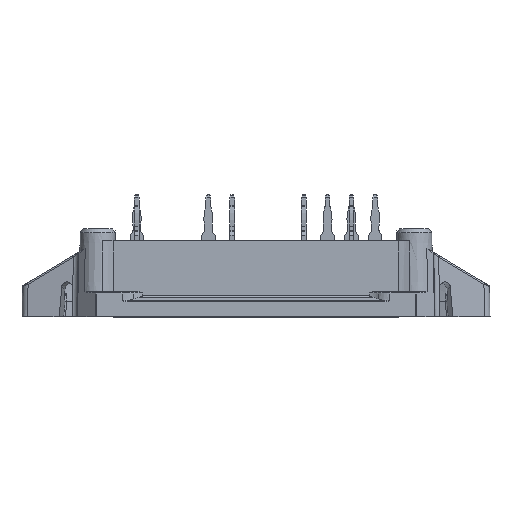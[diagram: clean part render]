
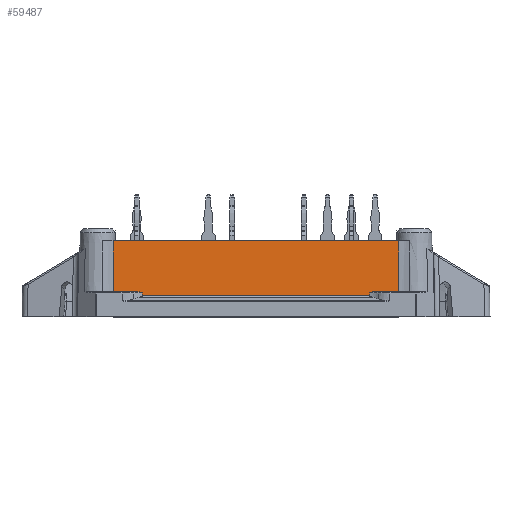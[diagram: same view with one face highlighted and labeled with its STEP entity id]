
A CAD part, front view. The second image highlights one B-rep face of the part: STEP entity #59487.
In plain terms, the highlighted planar face has unit normal (0, -1, 0.018).
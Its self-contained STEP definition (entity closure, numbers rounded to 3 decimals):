
#3120=B_SPLINE_CURVE_WITH_KNOTS('',3,(#82184,#82185,#82186,#82187,#82188,
#82189,#82190),.UNSPECIFIED.,.F.,.F.,(4,1,1,1,4),(0.,
0.,0.,0.,0.001),
 .UNSPECIFIED.);
#3130=B_SPLINE_CURVE_WITH_KNOTS('',3,(#82328,#82329,#82330,#82331),
 .UNSPECIFIED.,.F.,.F.,(4,4),(0.,0.001),
 .UNSPECIFIED.);
#3131=B_SPLINE_CURVE_WITH_KNOTS('',3,(#82345,#82346,#82347,#82348),
 .UNSPECIFIED.,.F.,.F.,(4,4),(0.001,0.001),
 .UNSPECIFIED.);
#3155=B_SPLINE_CURVE_WITH_KNOTS('',3,(#82635,#82636,#82637,#82638),
 .UNSPECIFIED.,.F.,.F.,(4,4),(0.,0.007),
 .UNSPECIFIED.);
#3157=B_SPLINE_CURVE_WITH_KNOTS('',3,(#82647,#82648,#82649,#82650,#82651,
#82652),.UNSPECIFIED.,.F.,.F.,(4,1,1,4),(0.,0.,0.001,
0.001),.UNSPECIFIED.);
#3158=B_SPLINE_CURVE_WITH_KNOTS('',3,(#82664,#82665,#82666,#82667),
 .UNSPECIFIED.,.F.,.F.,(4,4),(0.,0.007),.UNSPECIFIED.);
#5162=ORIENTED_EDGE('',*,*,#17580,.T.);
#5163=ORIENTED_EDGE('',*,*,#17536,.T.);
#5164=ORIENTED_EDGE('',*,*,#17587,.T.);
#5165=ORIENTED_EDGE('',*,*,#17529,.T.);
#5166=ORIENTED_EDGE('',*,*,#17606,.F.);
#5167=ORIENTED_EDGE('',*,*,#17675,.T.);
#5168=ORIENTED_EDGE('',*,*,#16908,.T.);
#5169=ORIENTED_EDGE('',*,*,#17684,.T.);
#5170=ORIENTED_EDGE('',*,*,#17685,.T.);
#5171=ORIENTED_EDGE('',*,*,#17678,.T.);
#16908=EDGE_CURVE('',#23275,#23274,#26954,.F.);
#17529=EDGE_CURVE('',#23830,#23831,#3120,.T.);
#17536=EDGE_CURVE('',#23835,#23837,#27233,.F.);
#17580=EDGE_CURVE('',#23865,#23835,#3130,.T.);
#17587=EDGE_CURVE('',#23837,#23830,#3131,.T.);
#17606=EDGE_CURVE('',#23883,#23831,#27253,.F.);
#17675=EDGE_CURVE('',#23883,#23275,#3155,.T.);
#17678=EDGE_CURVE('',#23926,#23865,#3157,.T.);
#17684=EDGE_CURVE('',#23274,#23930,#3158,.T.);
#17685=EDGE_CURVE('',#23930,#23926,#27283,.F.);
#23274=VERTEX_POINT('',#80409);
#23275=VERTEX_POINT('',#80411);
#23830=VERTEX_POINT('',#82191);
#23831=VERTEX_POINT('',#82192);
#23835=VERTEX_POINT('',#82206);
#23837=VERTEX_POINT('',#82215);
#23865=VERTEX_POINT('',#82332);
#23883=VERTEX_POINT('',#82391);
#23926=VERTEX_POINT('',#82653);
#23930=VERTEX_POINT('',#82668);
#26954=LINE('',#80410,#31032);
#27233=LINE('',#82216,#31311);
#27253=LINE('',#82392,#31331);
#27283=LINE('',#82669,#31361);
#31032=VECTOR('',#67165,1000.);
#31311=VECTOR('',#68082,1000.);
#31331=VECTOR('',#68228,1000.);
#31361=VECTOR('',#68354,1000.);
#35082=EDGE_LOOP('',(#5162,#5163,#5164,#5165,#5166,#5167,#5168,#5169,#5170,
#5171));
#37778=FACE_BOUND('',#35082,.T.);
#40284=PLANE('',#62611);
#59487=ADVANCED_FACE('',(#37778),#40284,.T.);
#62611=AXIS2_PLACEMENT_3D('',#82663,#68352,#68353);
#67165=DIRECTION('',(1.,0.,0.));
#68082=DIRECTION('',(-1.,0.,0.));
#68228=DIRECTION('',(1.,0.,0.));
#68352=DIRECTION('',(0.,-1.,0.017));
#68353=DIRECTION('',(0.,0.017,1.));
#68354=DIRECTION('',(-1.,0.,0.));
#80409=CARTESIAN_POINT('',(-19.154,-16.103,10.2));
#80410=CARTESIAN_POINT('',(-26.5,-16.103,10.2));
#80411=CARTESIAN_POINT('',(19.154,-16.103,10.2));
#82184=CARTESIAN_POINT('',(15.277,-16.225,3.203));
#82185=CARTESIAN_POINT('',(15.277,-16.224,3.233));
#82186=CARTESIAN_POINT('',(15.331,-16.223,3.273));
#82187=CARTESIAN_POINT('',(15.431,-16.223,3.319));
#82188=CARTESIAN_POINT('',(15.627,-16.222,3.377));
#82189=CARTESIAN_POINT('',(15.794,-16.221,3.4));
#82190=CARTESIAN_POINT('',(15.909,-16.221,3.4));
#82191=CARTESIAN_POINT('',(15.277,-16.225,3.203));
#82192=CARTESIAN_POINT('',(15.909,-16.221,3.4));
#82206=CARTESIAN_POINT('',(-15.277,-16.231,2.822));
#82215=CARTESIAN_POINT('',(15.277,-16.231,2.822));
#82216=CARTESIAN_POINT('',(15.276,-16.231,2.822));
#82328=CARTESIAN_POINT('',(-15.277,-16.225,3.203));
#82329=CARTESIAN_POINT('',(-15.277,-16.227,3.076));
#82330=CARTESIAN_POINT('',(-15.277,-16.229,2.949));
#82331=CARTESIAN_POINT('',(-15.277,-16.231,2.822));
#82332=CARTESIAN_POINT('',(-15.277,-16.225,3.203));
#82345=CARTESIAN_POINT('',(15.277,-16.231,2.822));
#82346=CARTESIAN_POINT('',(15.277,-16.229,2.949));
#82347=CARTESIAN_POINT('',(15.277,-16.227,3.076));
#82348=CARTESIAN_POINT('',(15.277,-16.225,3.203));
#82391=CARTESIAN_POINT('',(19.136,-16.221,3.4));
#82392=CARTESIAN_POINT('',(-26.5,-16.221,3.4));
#82635=CARTESIAN_POINT('',(19.136,-16.221,3.4));
#82636=CARTESIAN_POINT('',(19.142,-16.182,5.667));
#82637=CARTESIAN_POINT('',(19.148,-16.142,7.933));
#82638=CARTESIAN_POINT('',(19.154,-16.103,10.2));
#82647=CARTESIAN_POINT('',(-15.909,-16.221,3.4));
#82648=CARTESIAN_POINT('',(-15.794,-16.221,3.4));
#82649=CARTESIAN_POINT('',(-15.619,-16.222,3.378));
#82650=CARTESIAN_POINT('',(-15.415,-16.223,3.31));
#82651=CARTESIAN_POINT('',(-15.277,-16.224,3.262));
#82652=CARTESIAN_POINT('',(-15.277,-16.225,3.203));
#82653=CARTESIAN_POINT('',(-15.909,-16.221,3.4));
#82663=CARTESIAN_POINT('',(-26.5,-16.23,2.9));
#82664=CARTESIAN_POINT('',(-19.154,-16.103,10.2));
#82665=CARTESIAN_POINT('',(-19.148,-16.142,7.933));
#82666=CARTESIAN_POINT('',(-19.142,-16.182,5.667));
#82667=CARTESIAN_POINT('',(-19.136,-16.221,3.4));
#82668=CARTESIAN_POINT('',(-19.136,-16.221,3.4));
#82669=CARTESIAN_POINT('',(-26.5,-16.221,3.4));
